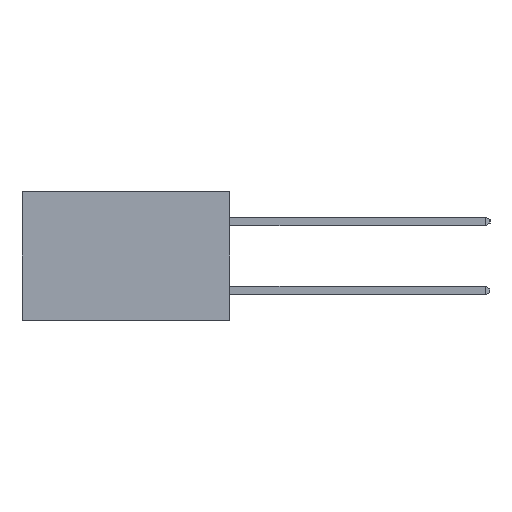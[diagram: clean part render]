
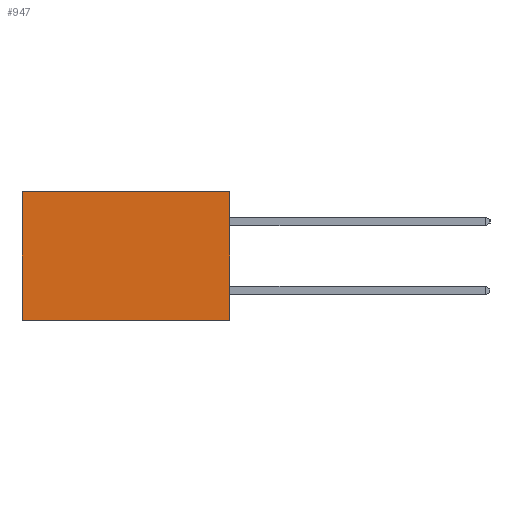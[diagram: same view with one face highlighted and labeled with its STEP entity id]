
A CAD part, left-side view. The second image highlights one B-rep face of the part: STEP entity #947.
In plain terms, the highlighted planar face has unit normal (-1, 0, 0).
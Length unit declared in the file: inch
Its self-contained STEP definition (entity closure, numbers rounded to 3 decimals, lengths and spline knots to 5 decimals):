
#785 = ORIENTED_EDGE ( 'NONE', *, *, #18714, .F. ) ;
#947 = ADVANCED_FACE ( 'NONE', ( #14215 ), #23615, .F. ) ;
#2744 = EDGE_CURVE ( 'NONE', #25968, #5625, #19656, .T. ) ;
#2954 = EDGE_CURVE ( 'NONE', #25968, #16193, #19502, .T. ) ;
#4011 = EDGE_CURVE ( 'NONE', #16193, #22621, #11069, .T. ) ;
#5625 = VERTEX_POINT ( 'NONE', #16845 ) ;
#6341 = EDGE_LOOP ( 'NONE', ( #19576, #785, #11755, #19031 ) ) ;
#7023 = DIRECTION ( 'NONE',  ( 0., 1., 0. ) ) ;
#7116 = DIRECTION ( 'NONE',  ( 0., 0., -1. ) ) ;
#8302 = CARTESIAN_POINT ( 'NONE',  ( 0.298, 0.6, -0.37 ) ) ;
#8577 = VECTOR ( 'NONE', #18423, 39.37008 ) ;
#10353 = VECTOR ( 'NONE', #7116, 39.37008 ) ;
#11069 = LINE ( 'NONE', #24896, #10353 ) ;
#11755 = ORIENTED_EDGE ( 'NONE', *, *, #2744, .F. ) ;
#13577 = VECTOR ( 'NONE', #22526, 39.37008 ) ;
#14215 = FACE_OUTER_BOUND ( 'NONE', #6341, .T. ) ;
#14341 = CARTESIAN_POINT ( 'NONE',  ( 0.298, 0., 0. ) ) ;
#16193 = VERTEX_POINT ( 'NONE', #18302 ) ;
#16485 = VECTOR ( 'NONE', #7023, 39.37008 ) ;
#16845 = CARTESIAN_POINT ( 'NONE',  ( 0.298, 0., -0.37 ) ) ;
#17173 = LINE ( 'NONE', #24890, #16485 ) ;
#18302 = CARTESIAN_POINT ( 'NONE',  ( 0.298, 0.6, 0. ) ) ;
#18423 = DIRECTION ( 'NONE',  ( 0., 0., -1. ) ) ;
#18714 = EDGE_CURVE ( 'NONE', #5625, #22621, #17173, .T. ) ;
#19031 = ORIENTED_EDGE ( 'NONE', *, *, #2954, .T. ) ;
#19502 = LINE ( 'NONE', #14341, #13577 ) ;
#19576 = ORIENTED_EDGE ( 'NONE', *, *, #4011, .T. ) ;
#19656 = LINE ( 'NONE', #26862, #8577 ) ;
#22526 = DIRECTION ( 'NONE',  ( 0., 1., 0. ) ) ;
#22621 = VERTEX_POINT ( 'NONE', #8302 ) ;
#23615 = PLANE ( 'NONE',  #28557 ) ;
#23885 = DIRECTION ( 'NONE',  ( 1., 0., 0. ) ) ;
#23982 = DIRECTION ( 'NONE',  ( 0., 0., -1. ) ) ;
#24529 = CARTESIAN_POINT ( 'NONE',  ( 0.298, 0., 0. ) ) ;
#24890 = CARTESIAN_POINT ( 'NONE',  ( 0.298, 0., -0.37 ) ) ;
#24896 = CARTESIAN_POINT ( 'NONE',  ( 0.298, 0.6, 0. ) ) ;
#25072 = CARTESIAN_POINT ( 'NONE',  ( 0.298, 0., 0. ) ) ;
#25968 = VERTEX_POINT ( 'NONE', #25072 ) ;
#26862 = CARTESIAN_POINT ( 'NONE',  ( 0.298, 0., 0. ) ) ;
#28557 = AXIS2_PLACEMENT_3D ( 'NONE', #24529, #23885, #23982 ) ;
